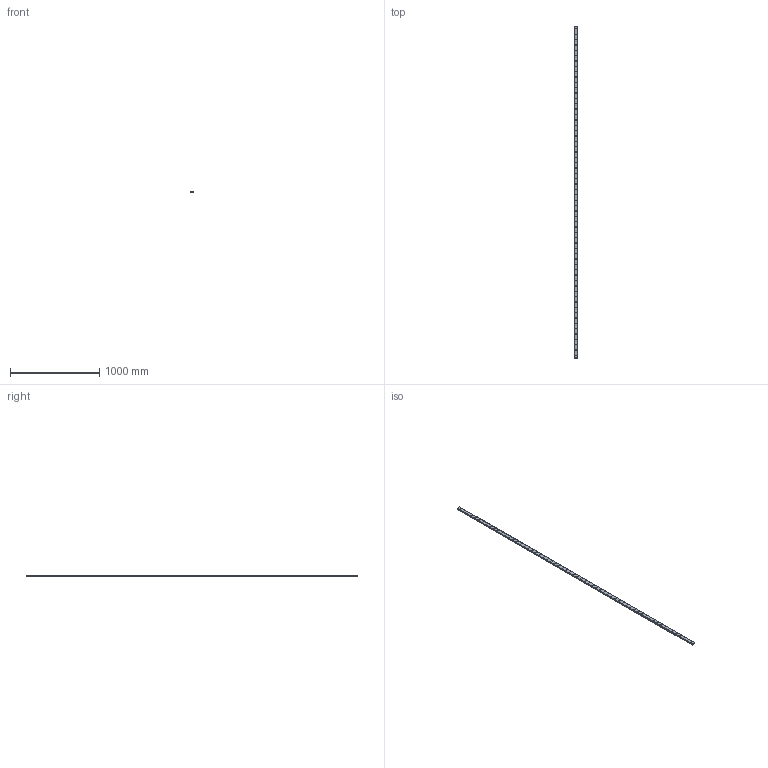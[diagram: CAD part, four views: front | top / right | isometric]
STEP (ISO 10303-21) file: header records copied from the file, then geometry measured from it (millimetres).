
FILE_DESCRIPTION(('STEP AP214'),'1');
FILE_NAME('cctmp_9424420A-66D5-45EA-8B27-3D5DFCDF21E9_2021_03_05_15_18_06_0232..stp','2021-03-05T14:18:06',('HIWIN GmbH'),('CADClick - www.CADClick.com'),'Spatial InterOp 3D',' ','unknown authorization');
FILE_SCHEMA(('AUTOMOTIVE_DESIGN'));
Length unit declared in the file: millimetre
Products named in the file (1): WER27R3720H_FILE
Bounding box: 42 x 3720 x 15 mm (x, y, z)
Volume: 2165252.3 mm3; surface area: 467642.3 mm2
Topology: 1 solids, 1 shells, 1219 faces, 2523 edges, 1682 vertices
Faces by surface type: cylinder 762, plane 457
Entity records: 42837 total; most frequent: DIRECTION 6487, CARTESIAN_POINT 5425, ORIENTED_EDGE 5046, AXIS2_PLACEMENT_3D 2744, EDGE_CURVE 2523, VERTEX_POINT 1682, EDGE_LOOP 1595, CIRCLE 1524
